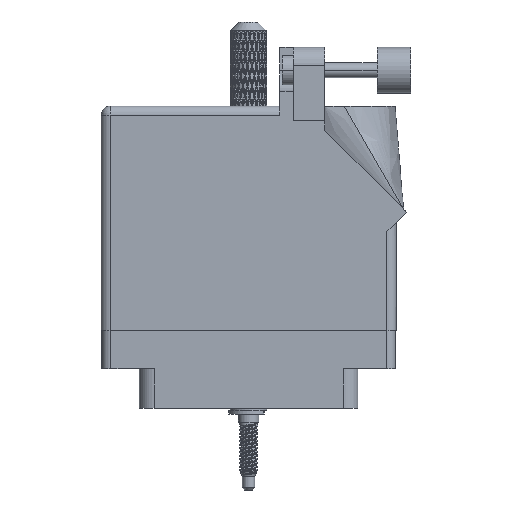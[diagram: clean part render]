
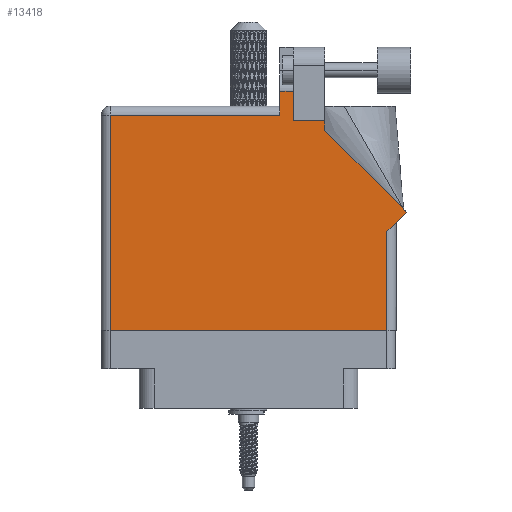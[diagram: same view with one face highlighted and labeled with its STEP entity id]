
A CAD part, front view. The second image highlights one B-rep face of the part: STEP entity #13418.
In plain terms, the highlighted face is planar.
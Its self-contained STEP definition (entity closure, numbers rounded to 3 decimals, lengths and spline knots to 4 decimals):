
#127 = DIRECTION ( 'NONE',  ( 0.707, 0.707, 0. ) ) ;
#283 = EDGE_CURVE ( 'NONE', #14865, #86652, #69296, .T. ) ;
#1414 = EDGE_CURVE ( 'NONE', #68025, #1819, #14707, .T. ) ;
#1819 = VERTEX_POINT ( 'NONE', #22541 ) ;
#2517 = DIRECTION ( 'NONE',  ( -1., 0., 0. ) ) ;
#4554 = DIRECTION ( 'NONE',  ( 0., 1., 0. ) ) ;
#5322 = EDGE_CURVE ( 'NONE', #35436, #68025, #13067, .T. ) ;
#7867 = VERTEX_POINT ( 'NONE', #61188 ) ;
#8610 = EDGE_CURVE ( 'NONE', #53617, #35436, #60430, .T. ) ;
#9073 = VECTOR ( 'NONE', #2517, 39.3701 ) ;
#9232 = VECTOR ( 'NONE', #24530, 39.3701 ) ;
#10320 = VECTOR ( 'NONE', #86191, 39.3701 ) ;
#10533 = LINE ( 'NONE', #64364, #9232 ) ;
#12378 = CARTESIAN_POINT ( 'NONE',  ( 1.524, 1.43, 0. ) ) ;
#13067 = LINE ( 'NONE', #36976, #73969 ) ;
#13418 = ADVANCED_FACE ( 'NONE', ( #101594 ), #37802, .F. ) ;
#14105 = ORIENTED_EDGE ( 'NONE', *, *, #8610, .T. ) ;
#14707 = LINE ( 'NONE', #78996, #92394 ) ;
#14865 = VERTEX_POINT ( 'NONE', #27435 ) ;
#15509 = ORIENTED_EDGE ( 'NONE', *, *, #52549, .T. ) ;
#16336 = ORIENTED_EDGE ( 'NONE', *, *, #85403, .T. ) ;
#16554 = CARTESIAN_POINT ( 'NONE',  ( 1.524, 1.3644, 0. ) ) ;
#18406 = LINE ( 'NONE', #99733, #21347 ) ;
#19114 = EDGE_CURVE ( 'NONE', #40423, #14865, #18406, .T. ) ;
#19695 = CARTESIAN_POINT ( 'NONE',  ( 1.948, 0.675, 0. ) ) ;
#20530 = VERTEX_POINT ( 'NONE', #97083 ) ;
#21347 = VECTOR ( 'NONE', #26910, 39.3701 ) ;
#21854 = CARTESIAN_POINT ( 'NONE',  ( 0., 1.53, 0. ) ) ;
#22407 = CARTESIAN_POINT ( 'NONE',  ( 1.217, 1.53, 0. ) ) ;
#22541 = CARTESIAN_POINT ( 'NONE',  ( 1.217, 1.6315, 0. ) ) ;
#22625 = EDGE_LOOP ( 'NONE', ( #78685, #28425, #23502, #102934, #26582, #15509, #104607, #22817, #34813, #16336, #14105 ) ) ;
#22817 = ORIENTED_EDGE ( 'NONE', *, *, #49989, .T. ) ;
#23502 = ORIENTED_EDGE ( 'NONE', *, *, #82211, .T. ) ;
#24530 = DIRECTION ( 'NONE',  ( 0., 1., 0. ) ) ;
#26582 = ORIENTED_EDGE ( 'NONE', *, *, #283, .T. ) ;
#26910 = DIRECTION ( 'NONE',  ( -1., 0., 0. ) ) ;
#27435 = CARTESIAN_POINT ( 'NONE',  ( 0.062, 1.468, 0. ) ) ;
#28425 = ORIENTED_EDGE ( 'NONE', *, *, #1414, .T. ) ;
#28790 = DIRECTION ( 'NONE',  ( 0., 0., -1. ) ) ;
#28947 = DIRECTION ( 'NONE',  ( 0., -1., 0. ) ) ;
#32877 = VERTEX_POINT ( 'NONE', #19695 ) ;
#34813 = ORIENTED_EDGE ( 'NONE', *, *, #51175, .T. ) ;
#35436 = VERTEX_POINT ( 'NONE', #83900 ) ;
#36976 = CARTESIAN_POINT ( 'NONE',  ( 1.311, 1.43, 0. ) ) ;
#37802 = PLANE ( 'NONE',  #75623 ) ;
#37995 = VECTOR ( 'NONE', #56115, 39.3701 ) ;
#38206 = CARTESIAN_POINT ( 'NONE',  ( 0.062, 0., 0. ) ) ;
#40423 = VERTEX_POINT ( 'NONE', #95844 ) ;
#42912 = DIRECTION ( 'NONE',  ( 1., 0., 0. ) ) ;
#45254 = CARTESIAN_POINT ( 'NONE',  ( 2.0807, 0.8077, 0. ) ) ;
#45754 = DIRECTION ( 'NONE',  ( -1., 0., 0. ) ) ;
#45779 = LINE ( 'NONE', #45254, #10320 ) ;
#46328 = VECTOR ( 'NONE', #28947, 39.3701 ) ;
#48181 = LINE ( 'NONE', #96569, #37995 ) ;
#48829 = CARTESIAN_POINT ( 'NONE',  ( 0., 0., 0. ) ) ;
#49024 = CARTESIAN_POINT ( 'NONE',  ( 1.311, 1.6315, 0. ) ) ;
#49989 = EDGE_CURVE ( 'NONE', #32877, #20530, #83535, .T. ) ;
#51175 = EDGE_CURVE ( 'NONE', #20530, #56298, #45779, .T. ) ;
#52549 = EDGE_CURVE ( 'NONE', #86652, #7867, #57288, .T. ) ;
#53617 = VERTEX_POINT ( 'NONE', #12378 ) ;
#56115 = DIRECTION ( 'NONE',  ( 0., 1., 0. ) ) ;
#56298 = VERTEX_POINT ( 'NONE', #16554 ) ;
#56882 = DIRECTION ( 'NONE',  ( 0., -1., 0. ) ) ;
#57288 = LINE ( 'NONE', #48829, #62963 ) ;
#59888 = VECTOR ( 'NONE', #56882, 39.3701 ) ;
#60430 = LINE ( 'NONE', #75311, #9073 ) ;
#61188 = CARTESIAN_POINT ( 'NONE',  ( 1.948, 0., 0. ) ) ;
#62497 = DIRECTION ( 'NONE',  ( -1., 0., 0. ) ) ;
#62963 = VECTOR ( 'NONE', #42912, 39.3701 ) ;
#64364 = CARTESIAN_POINT ( 'NONE',  ( 1.948, 0.737, 0. ) ) ;
#68025 = VERTEX_POINT ( 'NONE', #49024 ) ;
#69296 = LINE ( 'NONE', #86320, #46328 ) ;
#73969 = VECTOR ( 'NONE', #4554, 39.3701 ) ;
#75311 = CARTESIAN_POINT ( 'NONE',  ( 1.524, 1.43, 0. ) ) ;
#75623 = AXIS2_PLACEMENT_3D ( 'NONE', #21854, #28790, #45754 ) ;
#78685 = ORIENTED_EDGE ( 'NONE', *, *, #5322, .T. ) ;
#78996 = CARTESIAN_POINT ( 'NONE',  ( 1.6418, 1.6315, 0. ) ) ;
#81350 = LINE ( 'NONE', #22407, #59888 ) ;
#82211 = EDGE_CURVE ( 'NONE', #1819, #40423, #81350, .T. ) ;
#83535 = LINE ( 'NONE', #90469, #88317 ) ;
#83900 = CARTESIAN_POINT ( 'NONE',  ( 1.311, 1.43, 0. ) ) ;
#85403 = EDGE_CURVE ( 'NONE', #56298, #53617, #48181, .T. ) ;
#86070 = EDGE_CURVE ( 'NONE', #7867, #32877, #10533, .T. ) ;
#86191 = DIRECTION ( 'NONE',  ( -0.707, 0.707, 0. ) ) ;
#86320 = CARTESIAN_POINT ( 'NONE',  ( 0.062, 0., 0. ) ) ;
#86652 = VERTEX_POINT ( 'NONE', #38206 ) ;
#88317 = VECTOR ( 'NONE', #127, 39.3701 ) ;
#90469 = CARTESIAN_POINT ( 'NONE',  ( 2.01, 0.737, 0. ) ) ;
#92394 = VECTOR ( 'NONE', #62497, 39.3701 ) ;
#95844 = CARTESIAN_POINT ( 'NONE',  ( 1.217, 1.468, 0. ) ) ;
#96569 = CARTESIAN_POINT ( 'NONE',  ( 1.524, 1.3644, 0. ) ) ;
#97083 = CARTESIAN_POINT ( 'NONE',  ( 2.0807, 0.8077, 0. ) ) ;
#99733 = CARTESIAN_POINT ( 'NONE',  ( 0., 1.468, 0. ) ) ;
#101594 = FACE_OUTER_BOUND ( 'NONE', #22625, .T. ) ;
#102934 = ORIENTED_EDGE ( 'NONE', *, *, #19114, .T. ) ;
#104607 = ORIENTED_EDGE ( 'NONE', *, *, #86070, .T. ) ;
